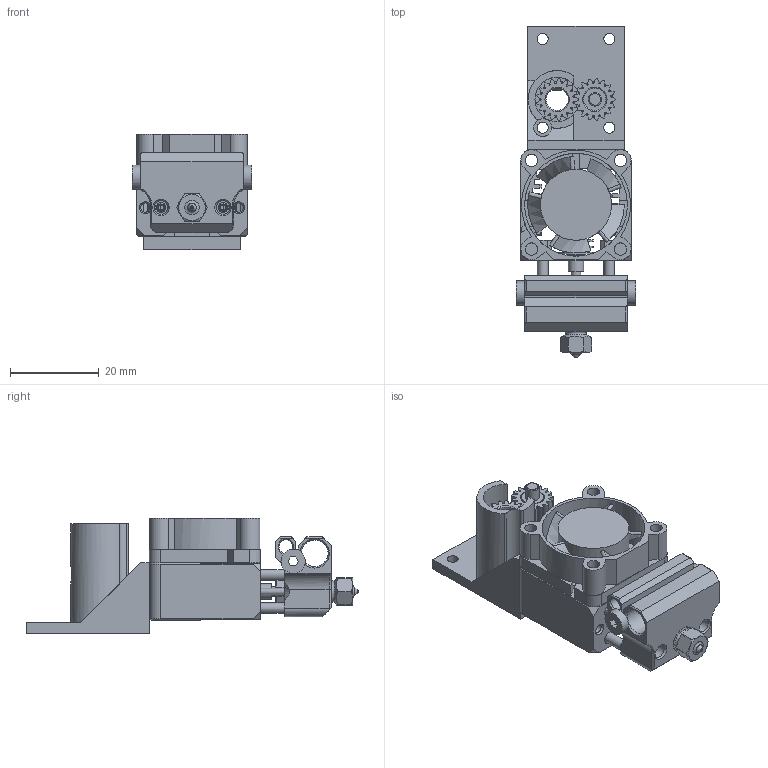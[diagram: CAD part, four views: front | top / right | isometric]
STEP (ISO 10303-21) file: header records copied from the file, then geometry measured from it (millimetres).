
FILE_DESCRIPTION(/* description */ (''),/* implementation_level */ '2;1');
FILE_NAME(/* name */ 'Remote Direct Drive Extruder Assembled.step',/* time_stamp */ '2020-09-29T22:33:14-07:00',/* author */ (''),/* organization */ (''),/* preprocessor_version */ 'ST-DEVELOPER v18.1',/* originating_system */ 'Autodesk Translation Framework v9.3.0.1241',/* authorisation */ '');
FILE_SCHEMA (('AUTOMOTIVE_DESIGN { 1 0 10303 214 3 1 1 }'));
Length unit declared in the file: millimetre
Products named in the file (9): Remote Direct Drive Extruder; mosquito_model_to_publish; fan 20mm; Drivegear 1.75-5.0; Primary gear 1.75-5.0; Secondary gear 1.75-5.0_without_setscrew; stift 3x20; needlebearing; P6SS_Setscrew_ISO 4026 - M3 x 2-N
Assembly tree (9 placements, depth 3):
  Remote Direct Drive Extruder
    mosquito_model_to_publish
    fan 20mm
    Drivegear 1.75-5.0
      Primary gear 1.75-5.0
      Secondary gear 1.75-5.0_without_setscrew
      stift 3x20
      needlebearing  x2
      P6SS_Setscrew_ISO 4026 - M3 x 2-N
Bounding box: 27 x 74.8 x 26 mm (x, y, z)
Volume: 7905.9 mm3; surface area: 17413.9 mm2
Topology: 8 solids, 32 shells, 848 faces, 2280 edges, 1473 vertices
Faces by surface type: plane 319, cylinder 309, torus 143, cone 57, bspline 20
Full cylindrical faces by diameter (mm): 0.4 x1, 1.1 x2, 1.4 x2, 1.6 x2, 1.95 x1, 2 x4, 2.05 x4, 2.15 x1, 2.16 x4, 2.18 x1, 2.19 x1, 2.38 x4, 2.5 x5, 2.8 x10, 3 x4, 3.1 x3, 3.2 x3, 3.4 x1, 4 x1, 4.1 x2, 4.9 x2, 5 x5, 5.5 x2, 6 x1, 6.03 x1, 6.2 x1, 7 x1, 7.8 x5, 8 x4, 16 x1
Entity records: 31231 total; most frequent: CARTESIAN_POINT 9321, DIRECTION 4698, ORIENTED_EDGE 4445, EDGE_CURVE 2274, AXIS2_PLACEMENT_3D 1805, VERTEX_POINT 1469, LINE 1088, VECTOR 1088
